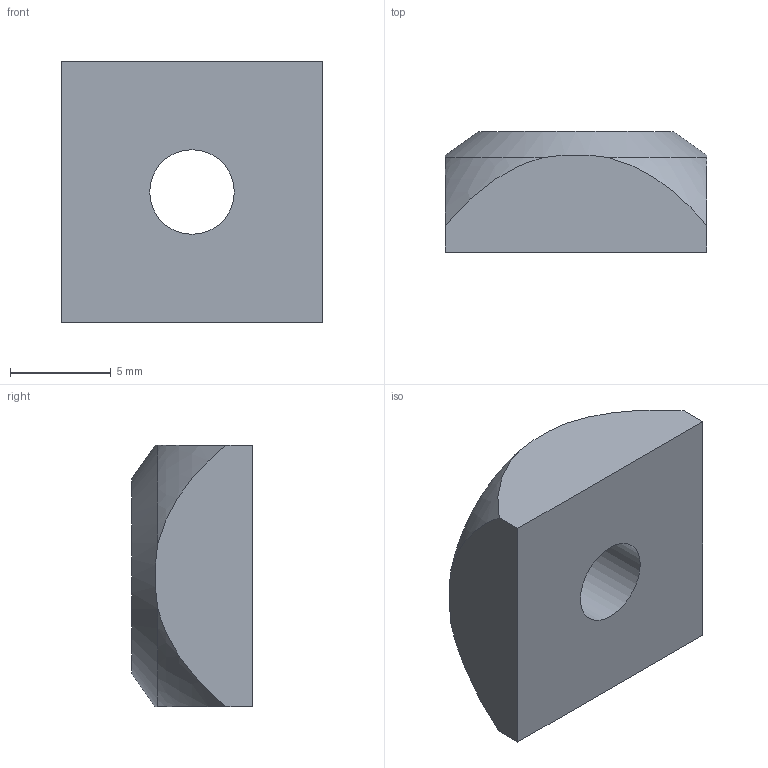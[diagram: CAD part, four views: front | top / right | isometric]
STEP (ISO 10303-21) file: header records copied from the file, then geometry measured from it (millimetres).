
FILE_DESCRIPTION (( 'STEP AP203' ), '1' );
FILE_NAME ('084.302.002.STEP', '2014-09-12T06:45:21', ( '' ), ( '' ), 'SwSTEP 2.0', 'SolidWorks 2012', '' );
FILE_SCHEMA (( 'CONFIG_CONTROL_DESIGN' ));
Length unit declared in the file: millimetre
Products named in the file (1): 084.302.002
Bounding box: 13 x 6 x 13 mm (x, y, z)
Volume: 821.1 mm3; surface area: 616.3 mm2
Topology: 1 solids, 1 shells, 12 faces, 31 edges, 21 vertices
Faces by surface type: plane 6, torus 4, cylinder 1, cone 1
Full cylindrical faces by diameter (mm): 4.2 x1
Entity records: 515 total; most frequent: CARTESIAN_POINT 175, ORIENTED_EDGE 54, DIRECTION 48, EDGE_CURVE 27, AXIS2_PLACEMENT_3D 20, VERTEX_POINT 19, EDGE_LOOP 16, FACE_OUTER_BOUND 13
